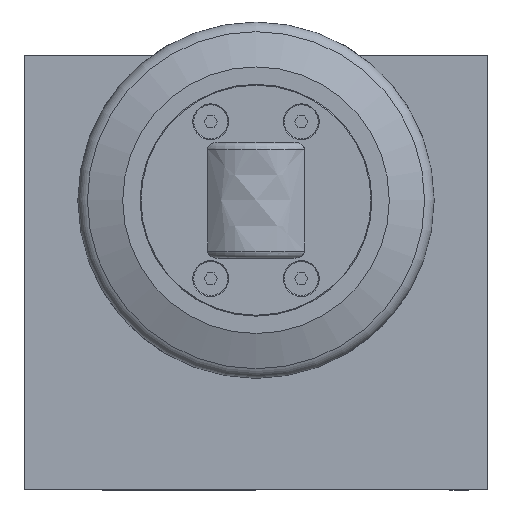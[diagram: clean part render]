
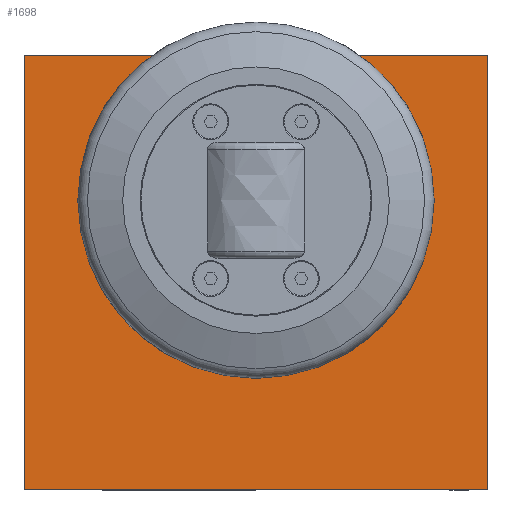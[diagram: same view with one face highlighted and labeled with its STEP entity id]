
A CAD part, front view. The second image highlights one B-rep face of the part: STEP entity #1698.
In plain terms, the highlighted planar face has unit normal (0, -1, 0).
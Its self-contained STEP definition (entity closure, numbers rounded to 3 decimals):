
#63=FACE_BOUND('',#331,.T.);
#134=CIRCLE('',#1852,39.5);
#228=FACE_OUTER_BOUND('',#330,.T.);
#330=EDGE_LOOP('',(#1460,#1461,#1462,#1463));
#331=EDGE_LOOP('',(#1464));
#491=LINE('',#2887,#649);
#492=LINE('',#2889,#650);
#493=LINE('',#2891,#651);
#494=LINE('',#2892,#652);
#649=VECTOR('',#2299,10.);
#650=VECTOR('',#2300,10.);
#651=VECTOR('',#2301,10.);
#652=VECTOR('',#2302,10.);
#785=VERTEX_POINT('',#2809);
#810=VERTEX_POINT('',#2885);
#811=VERTEX_POINT('',#2886);
#812=VERTEX_POINT('',#2888);
#813=VERTEX_POINT('',#2890);
#1001=EDGE_CURVE('',#785,#785,#134,.T.);
#1038=EDGE_CURVE('',#810,#811,#491,.T.);
#1039=EDGE_CURVE('',#812,#811,#492,.T.);
#1040=EDGE_CURVE('',#813,#812,#493,.T.);
#1041=EDGE_CURVE('',#813,#810,#494,.T.);
#1460=ORIENTED_EDGE('',*,*,#1038,.T.);
#1461=ORIENTED_EDGE('',*,*,#1039,.F.);
#1462=ORIENTED_EDGE('',*,*,#1040,.F.);
#1463=ORIENTED_EDGE('',*,*,#1041,.T.);
#1464=ORIENTED_EDGE('',*,*,#1001,.T.);
#1615=PLANE('',#1865);
#1698=ADVANCED_FACE('',(#228,#63),#1615,.T.);
#1852=AXIS2_PLACEMENT_3D('',#2811,#2235,#2236);
#1865=AXIS2_PLACEMENT_3D('',#2884,#2297,#2298);
#2235=DIRECTION('center_axis',(0.,1.,0.));
#2236=DIRECTION('ref_axis',(0.,0.,1.));
#2297=DIRECTION('center_axis',(0.,-1.,0.));
#2298=DIRECTION('ref_axis',(0.,0.,-1.));
#2299=DIRECTION('',(0.,0.,1.));
#2300=DIRECTION('',(1.,0.,0.));
#2301=DIRECTION('',(0.,0.,1.));
#2302=DIRECTION('',(1.,0.,0.));
#2809=CARTESIAN_POINT('',(80.,0.,60.5));
#2811=CARTESIAN_POINT('Origin',(80.,0.,100.));
#2884=CARTESIAN_POINT('Origin',(0.,0.,0.));
#2885=CARTESIAN_POINT('',(160.,0.,0.));
#2886=CARTESIAN_POINT('',(160.,0.,150.));
#2887=CARTESIAN_POINT('',(160.,0.,0.));
#2888=CARTESIAN_POINT('',(0.,0.,150.));
#2889=CARTESIAN_POINT('',(0.,0.,150.));
#2890=CARTESIAN_POINT('',(0.,0.,0.));
#2891=CARTESIAN_POINT('',(0.,0.,0.));
#2892=CARTESIAN_POINT('',(0.,0.,0.));
